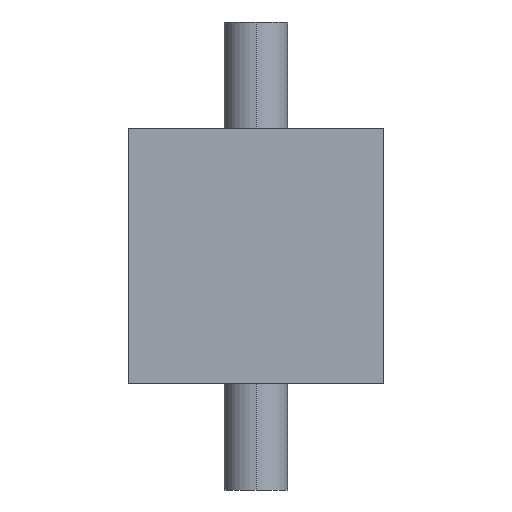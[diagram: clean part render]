
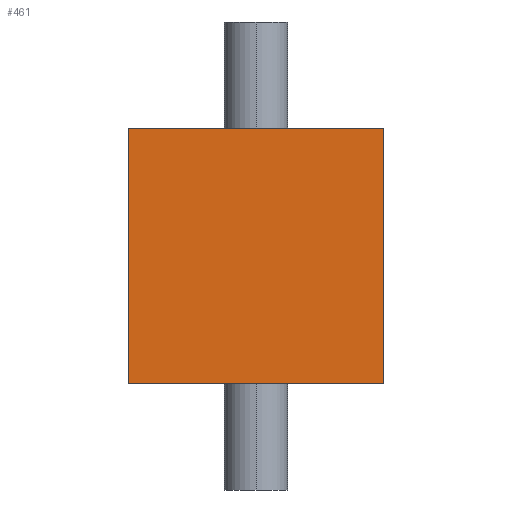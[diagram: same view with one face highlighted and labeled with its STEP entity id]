
A CAD part, left-side view. The second image highlights one B-rep face of the part: STEP entity #461.
In plain terms, the highlighted planar face has unit normal (-1, 0, 0).
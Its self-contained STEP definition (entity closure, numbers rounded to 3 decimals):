
#12 = EDGE_CURVE ( 'NONE', #185, #450, #447, .T. ) ;
#35 = DIRECTION ( 'NONE',  ( 0., 0., -1. ) ) ;
#37 = CARTESIAN_POINT ( 'NONE',  ( -160., -6., -6. ) ) ;
#48 = VECTOR ( 'NONE', #74, 1000. ) ;
#56 = CARTESIAN_POINT ( 'NONE',  ( -160., -6., 6. ) ) ;
#64 = EDGE_LOOP ( 'NONE', ( #135, #240, #239, #137 ) ) ;
#74 = DIRECTION ( 'NONE',  ( 0., -1., 0. ) ) ;
#75 = CARTESIAN_POINT ( 'NONE',  ( -160., -6., 6. ) ) ;
#84 = CARTESIAN_POINT ( 'NONE',  ( -160., -6., -6. ) ) ;
#85 = DIRECTION ( 'NONE',  ( 0., 1., 0. ) ) ;
#101 = CARTESIAN_POINT ( 'NONE',  ( -160., -6., -6. ) ) ;
#112 = VECTOR ( 'NONE', #35, 1000. ) ;
#115 = LINE ( 'NONE', #37, #112 ) ;
#135 = ORIENTED_EDGE ( 'NONE', *, *, #540, .F. ) ;
#137 = ORIENTED_EDGE ( 'NONE', *, *, #549, .F. ) ;
#160 = VERTEX_POINT ( 'NONE', #56 ) ;
#185 = VERTEX_POINT ( 'NONE', #101 ) ;
#239 = ORIENTED_EDGE ( 'NONE', *, *, #12, .F. ) ;
#240 = ORIENTED_EDGE ( 'NONE', *, *, #495, .F. ) ;
#244 = LINE ( 'NONE', #75, #48 ) ;
#293 = CARTESIAN_POINT ( 'NONE',  ( -160., 6., 6. ) ) ;
#297 = CARTESIAN_POINT ( 'NONE',  ( -160., 6., -6. ) ) ;
#305 = DIRECTION ( 'NONE',  ( 0., 0., 1. ) ) ;
#310 = VECTOR ( 'NONE', #305, 1000. ) ;
#314 = LINE ( 'NONE', #297, #310 ) ;
#343 = DIRECTION ( 'NONE',  ( 0., 0., -1. ) ) ;
#345 = DIRECTION ( 'NONE',  ( 1., 0., 0. ) ) ;
#347 = PLANE ( 'NONE',  #487 ) ;
#362 = CARTESIAN_POINT ( 'NONE',  ( -160., 0., 0. ) ) ;
#378 = FACE_OUTER_BOUND ( 'NONE', #64, .T. ) ;
#400 = CARTESIAN_POINT ( 'NONE',  ( -160., 6., -6. ) ) ;
#447 = LINE ( 'NONE', #84, #451 ) ;
#450 = VERTEX_POINT ( 'NONE', #400 ) ;
#451 = VECTOR ( 'NONE', #85, 1000. ) ;
#461 = ADVANCED_FACE ( 'NONE', ( #378 ), #347, .F. ) ;
#487 = AXIS2_PLACEMENT_3D ( 'NONE', #362, #345, #343 ) ;
#493 = VERTEX_POINT ( 'NONE', #293 ) ;
#495 = EDGE_CURVE ( 'NONE', #450, #493, #314, .T. ) ;
#540 = EDGE_CURVE ( 'NONE', #493, #160, #244, .T. ) ;
#549 = EDGE_CURVE ( 'NONE', #160, #185, #115, .T. ) ;
